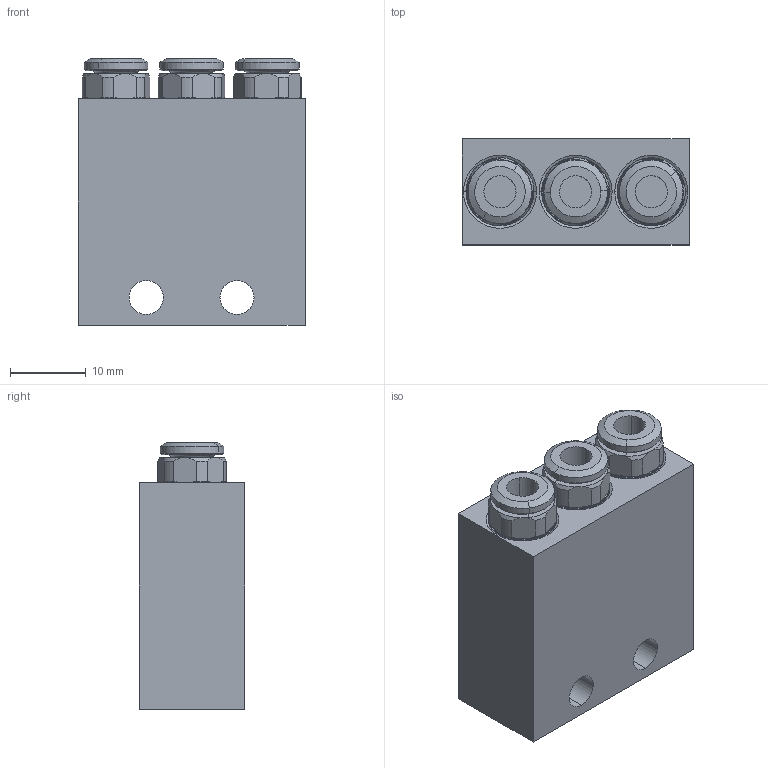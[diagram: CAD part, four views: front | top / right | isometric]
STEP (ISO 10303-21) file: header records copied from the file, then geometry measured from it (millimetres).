
FILE_DESCRIPTION (( 'STEP AP214' ), '1' );
FILE_NAME ('08_025_4.STEP', '2016-01-04T10:24:14', ( '' ), ( '' ), 'SwSTEP 2.0', 'SolidWorks 2016', '' );
FILE_SCHEMA (( 'AUTOMOTIVE_DESIGN' ));
Length unit declared in the file: millimetre
Products named in the file (1): 08_025_4
Bounding box: 30.1 x 14 x 35.3 mm (x, y, z)
Volume: 12708.3 mm3; surface area: 4732 mm2
Topology: 1 solids, 1 shells, 183 faces, 478 edges, 311 vertices
Faces by surface type: plane 78, cylinder 50, cone 47, torus 8
Entity records: 7611 total; most frequent: CARTESIAN_POINT 1248, DIRECTION 993, ORIENTED_EDGE 956, EDGE_CURVE 478, AXIS2_PLACEMENT_3D 394, VERTEX_POINT 311, CIRCLE 210, VECTOR 205
